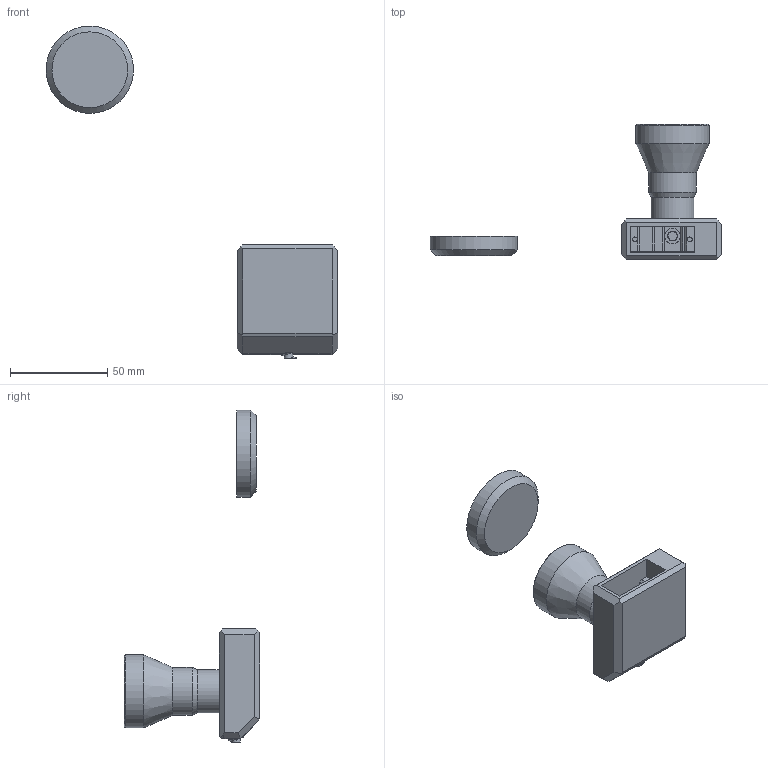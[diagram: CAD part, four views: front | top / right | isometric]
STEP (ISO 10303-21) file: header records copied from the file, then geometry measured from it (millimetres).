
FILE_DESCRIPTION(/* description */ (''),/* implementation_level */ '2;1');
FILE_NAME(/* name */ 'test_distributeur bouffe v8.step',/* time_stamp */ '2025-02-17T16:22:22+01:00',/* author */ (''),/* organization */ (''),/* preprocessor_version */ 'ST-DEVELOPER v20',/* originating_system */ 'Autodesk Translation Framework v13.20.0.188',/* authorisation */ '');
FILE_SCHEMA (('AUTOMOTIVE_DESIGN { 1 0 10303 214 3 1 1 }'));
Length unit declared in the file: millimetre
Products named in the file (4): test_distributeur bouffe; base; vise sans fin; Couvercle
Assembly tree (3 placements, depth 2):
  test_distributeur bouffe
    base
    vise sans fin
    Couvercle
Bounding box: 150.2 x 69.88 x 170.89 mm (x, y, z)
Volume: 60212.8 mm3; surface area: 27822.2 mm2
Topology: 3 solids, 5 shells, 293 faces, 820 edges, 544 vertices
Faces by surface type: cylinder 212, plane 69, cone 9, bspline 2, torus 1
Full cylindrical faces by diameter (mm): 2.5 x2, 4.21 x3, 7.15 x1, 8 x1, 9.549 x1, 22.048 x1, 22.62 x1, 24.62 x1, 35.655 x1, 37.655 x1, 45 x1
Entity records: 10722 total; most frequent: CARTESIAN_POINT 2686, DIRECTION 1816, ORIENTED_EDGE 1640, EDGE_CURVE 820, AXIS2_PLACEMENT_3D 723, VERTEX_POINT 544, CIRCLE 422, LINE 370
